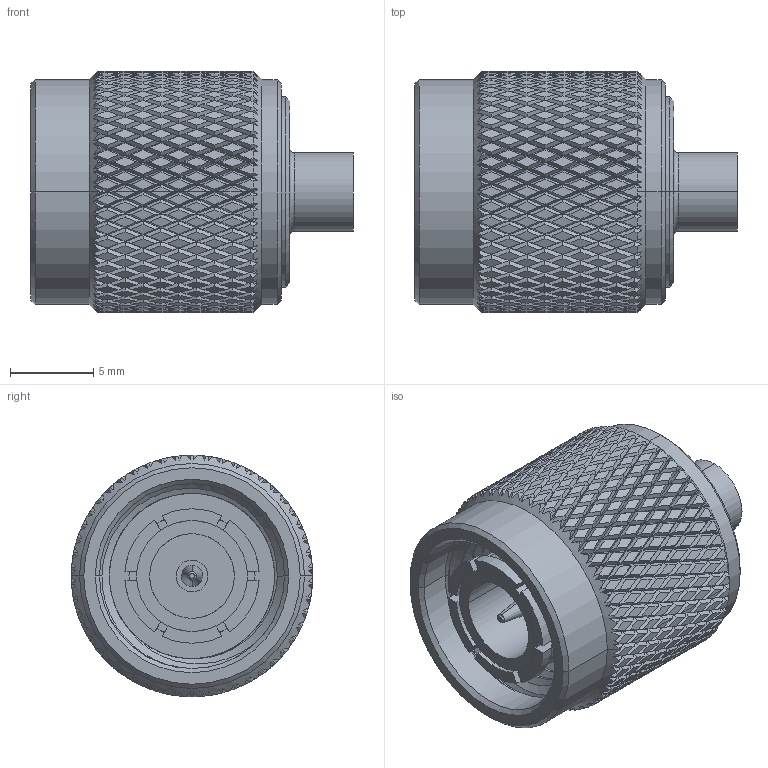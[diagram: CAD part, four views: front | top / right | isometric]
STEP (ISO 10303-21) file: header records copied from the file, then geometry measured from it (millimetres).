
FILE_DESCRIPTION (( 'STEP AP203' ), '1' );
FILE_NAME ('FMCN1881_3D.STEP', '2022-02-07T22:27:44', ( '' ), ( '' ), 'SwSTEP 2.0', 'SolidWorks 2021', '' );
FILE_SCHEMA (( 'CONFIG_CONTROL_DESIGN' ));
Products named in the file (1): FMCN1881_3D
Bounding box: 19.35 x 14.5 x 14.5 mm (x, y, z)
Volume: 1871.6 mm3; surface area: 2070.1 mm2
Topology: 1 solids, 1 shells, 2625 faces, 5555 edges, 2940 vertices
Faces by surface type: bspline 2005, cylinder 557, plane 35, cone 26, torus 2
Entity records: 100944 total; most frequent: CARTESIAN_POINT 67333, ORIENTED_EDGE 11110, EDGE_CURVE 5555, VERTEX_POINT 2940, EDGE_LOOP 2633, ADVANCED_FACE 2625, FACE_OUTER_BOUND 2625, B_SPLINE_CURVE_WITH_KNOTS 2272
